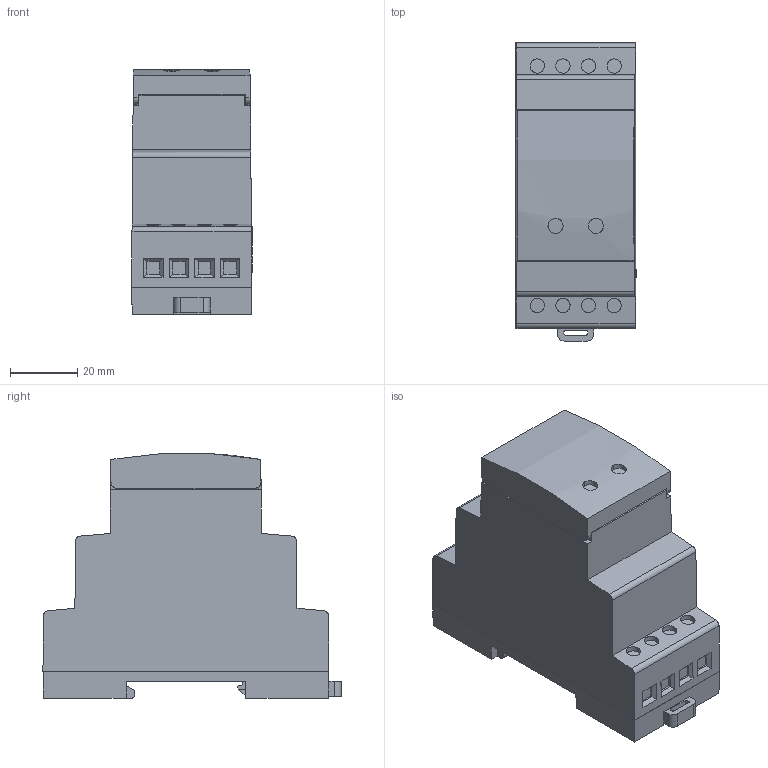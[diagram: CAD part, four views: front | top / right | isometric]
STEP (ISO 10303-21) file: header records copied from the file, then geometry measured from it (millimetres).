
FILE_DESCRIPTION(/* description */ (''),/* implementation_level */ '2;1');
FILE_NAME(/* name */ '5SV8000-6KK_3D_v.stp',/* time_stamp */ '2023-09-26T14:28:54+02:00',/* author */ (''),/* organization */ (''),/* preprocessor_version */ 'ST-DEVELOPER v18.101',/* originating_system */ 'SIEMENS PLM Software NX 2008',/* authorisation */ '');
FILE_SCHEMA (('AUTOMOTIVE_DESIGN { 1 0 10303 214 3 1 1 1 }'));
Length unit declared in the file: millimetre
Products named in the file (1): 5SV8000-6KK_3D_v
Bounding box: 35.96 x 88.6 x 72.69 mm (x, y, z)
Volume: 160494.8 mm3; surface area: 21880.1 mm2
Topology: 1 solids, 1 shells, 299 faces, 781 edges, 512 vertices
Faces by surface type: plane 238, cylinder 52, extrusion 9
Entity records: 10574 total; most frequent: CARTESIAN_POINT 3120, ORIENTED_EDGE 1562, DIRECTION 1184, EDGE_CURVE 781, VERTEX_POINT 512, VECTOR 474, LINE 465, AXIS2_PLACEMENT_3D 355
